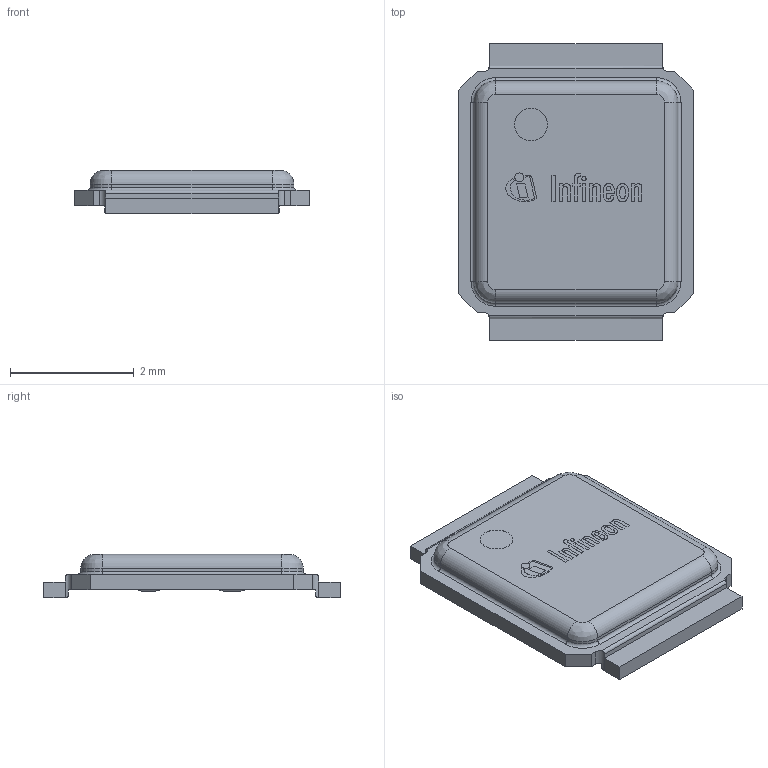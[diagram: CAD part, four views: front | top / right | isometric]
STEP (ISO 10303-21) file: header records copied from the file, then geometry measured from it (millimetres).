
FILE_DESCRIPTION(/* description */ (''),/* implementation_level */ '2;1');
FILE_NAME(/* name */ 'MG-WDSON-5-8_Z8B00245012_V01_3D.stp',/* time_stamp */ '2023-05-30T16:36:41+05:00',/* author */ ('Subramani'),/* organization */ (''),/* preprocessor_version */ 'ST-DEVELOPER v16.13',/* originating_system */ 'AutoCAD Mechanical',/* authorisation */ '');
FILE_SCHEMA (('AUTOMOTIVE_DESIGN { 1 0 10303 214 3 1 1 }'));
Length unit declared in the file: millimetre
Products named in the file (1): Product
Bounding box: 3.8 x 4.8 x 0.7 mm (x, y, z)
Volume: 6.9 mm3; surface area: 62 mm2
Topology: 18 solids, 18 shells, 231 faces, 544 edges, 340 vertices
Faces by surface type: plane 138, cylinder 47, bspline 34, torus 12
Full cylindrical faces by diameter (mm): 0.07 x1, 0.143 x1, 0.53 x2
Entity records: 6986 total; most frequent: CARTESIAN_POINT 1899, ORIENTED_EDGE 1056, DIRECTION 974, EDGE_CURVE 528, LINE 366, VECTOR 366, VERTEX_POINT 340, AXIS2_PLACEMENT_3D 304
